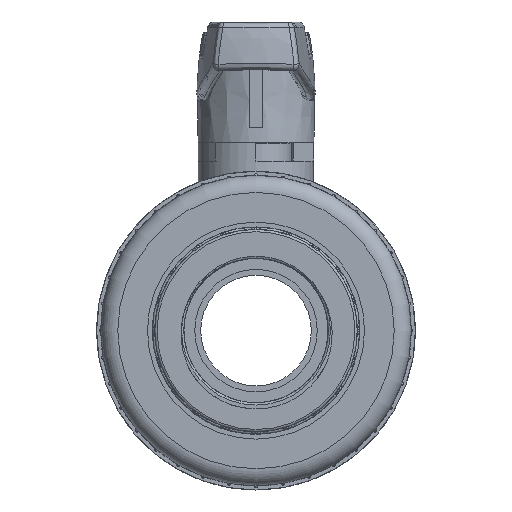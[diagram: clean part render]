
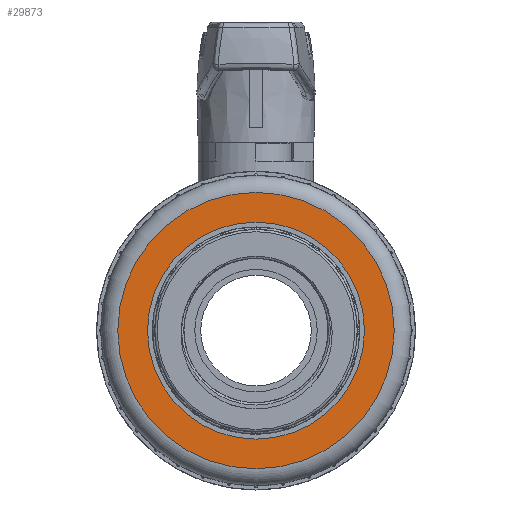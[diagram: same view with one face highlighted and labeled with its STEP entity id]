
A CAD part, left-side view. The second image highlights one B-rep face of the part: STEP entity #29873.
In plain terms, the highlighted face is planar.
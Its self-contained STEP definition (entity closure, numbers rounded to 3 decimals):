
#985=FACE_BOUND('',#4677,.T.);
#1146=PLANE('',#31793);
#1904=CIRCLE('',#31794,29.34);
#1905=CIRCLE('',#31795,23.04);
#2918=FACE_OUTER_BOUND('',#4676,.T.);
#4676=EDGE_LOOP('',(#20358));
#4677=EDGE_LOOP('',(#20359));
#12391=VERTEX_POINT('',#44373);
#12392=VERTEX_POINT('',#44375);
#15571=EDGE_CURVE('',#12391,#12391,#1904,.T.);
#15572=EDGE_CURVE('',#12392,#12392,#1905,.T.);
#20358=ORIENTED_EDGE('',*,*,#15571,.T.);
#20359=ORIENTED_EDGE('',*,*,#15572,.T.);
#29873=ADVANCED_FACE('',(#2918,#985),#1146,.F.);
#31793=AXIS2_PLACEMENT_3D('',#44372,#34532,#34533);
#31794=AXIS2_PLACEMENT_3D('',#44374,#34534,#34535);
#31795=AXIS2_PLACEMENT_3D('',#44376,#34536,#34537);
#34532=DIRECTION('center_axis',(-1.,0.,0.));
#34533=DIRECTION('ref_axis',(0.,1.,0.));
#34534=DIRECTION('center_axis',(1.,0.,0.));
#34535=DIRECTION('ref_axis',(0.,-1.,0.));
#34536=DIRECTION('center_axis',(-1.,0.,0.));
#34537=DIRECTION('ref_axis',(0.,0.,-1.));
#44372=CARTESIAN_POINT('Origin',(-605.74,-34.19,0.));
#44373=CARTESIAN_POINT('',(-605.74,-30.59,0.));
#44374=CARTESIAN_POINT('Origin',(-605.74,-1.25,0.));
#44375=CARTESIAN_POINT('',(-605.74,-1.25,-23.04));
#44376=CARTESIAN_POINT('Origin',(-605.74,-1.25,0.));
